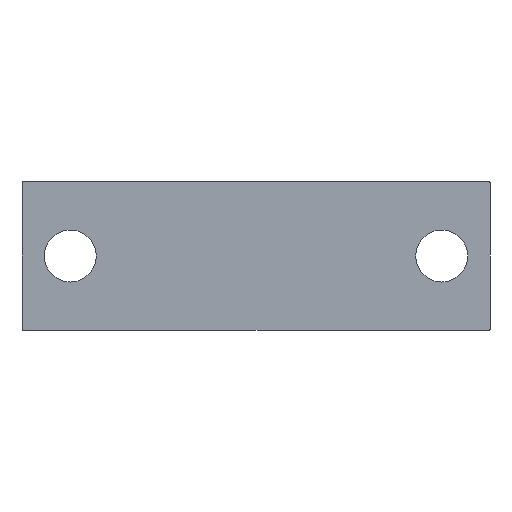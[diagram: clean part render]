
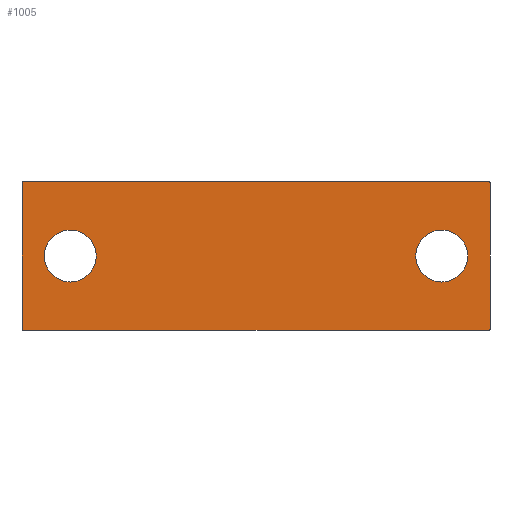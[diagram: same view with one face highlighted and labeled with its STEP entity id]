
A CAD part, front view. The second image highlights one B-rep face of the part: STEP entity #1005.
In plain terms, the highlighted planar face has unit normal (0, -1, 0).
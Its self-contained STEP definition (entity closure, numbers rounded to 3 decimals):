
#105 = EDGE_CURVE ( 'NONE', #632, #642, #1069, .T. ) ;
#297 = EDGE_LOOP ( 'NONE', ( #480, #481, #482, #483, #484, #485, #486, #487 ) ) ;
#299 = EDGE_LOOP ( 'NONE', ( #489 ) ) ;
#310 = EDGE_LOOP ( 'NONE', ( #488 ) ) ;
#480 = ORIENTED_EDGE ( 'NONE', *, *, #821, .T. ) ;
#481 = ORIENTED_EDGE ( 'NONE', *, *, #849, .T. ) ;
#482 = ORIENTED_EDGE ( 'NONE', *, *, #852, .T. ) ;
#483 = ORIENTED_EDGE ( 'NONE', *, *, #848, .F. ) ;
#484 = ORIENTED_EDGE ( 'NONE', *, *, #816, .T. ) ;
#485 = ORIENTED_EDGE ( 'NONE', *, *, #105, .F. ) ;
#486 = ORIENTED_EDGE ( 'NONE', *, *, #818, .T. ) ;
#487 = ORIENTED_EDGE ( 'NONE', *, *, #756, .F. ) ;
#488 = ORIENTED_EDGE ( 'NONE', *, *, #817, .T. ) ;
#489 = ORIENTED_EDGE ( 'NONE', *, *, #815, .T. ) ;
#621 = VERTEX_POINT ( 'NONE', #1462 ) ;
#623 = VERTEX_POINT ( 'NONE', #1464 ) ;
#632 = VERTEX_POINT ( 'NONE', #1473 ) ;
#642 = VERTEX_POINT ( 'NONE', #1483 ) ;
#689 = VERTEX_POINT ( 'NONE', #1530 ) ;
#690 = VERTEX_POINT ( 'NONE', #1531 ) ;
#691 = VERTEX_POINT ( 'NONE', #1532 ) ;
#692 = VERTEX_POINT ( 'NONE', #1533 ) ;
#756 = EDGE_CURVE ( 'NONE', #621, #623, #1149, .T. ) ;
#815 = EDGE_CURVE ( 'NONE', #2589, #2589, #1223, .T. ) ;
#816 = EDGE_CURVE ( 'NONE', #690, #642, #1220, .T. ) ;
#817 = EDGE_CURVE ( 'NONE', #2591, #2591, #1226, .T. ) ;
#818 = EDGE_CURVE ( 'NONE', #632, #623, #1219, .T. ) ;
#821 = EDGE_CURVE ( 'NONE', #621, #689, #1230, .T. ) ;
#848 = EDGE_CURVE ( 'NONE', #690, #692, #1263, .T. ) ;
#849 = EDGE_CURVE ( 'NONE', #689, #691, #1265, .T. ) ;
#852 = EDGE_CURVE ( 'NONE', #691, #692, #1261, .T. ) ;
#891 = AXIS2_PLACEMENT_3D ( 'NONE', #1414, #1434, #1435 ) ;
#915 = AXIS2_PLACEMENT_3D ( 'NONE', #1826, #1830, #1831 ) ;
#934 = AXIS2_PLACEMENT_3D ( 'NONE', #2071, #2080, #2081 ) ;
#935 = AXIS2_PLACEMENT_3D ( 'NONE', #2068, #2076, #2077 ) ;
#944 = AXIS2_PLACEMENT_3D ( 'NONE', #2184, #2193, #2194 ) ;
#945 = AXIS2_PLACEMENT_3D ( 'NONE', #2170, #2190, #2191 ) ;
#970 = AXIS2_PLACEMENT_3D ( 'NONE', #2480, #2481, #2482 ) ;
#1005 = ADVANCED_FACE ( 'NONE', ( #1325, #1330, #1332 ), #2472, .T. ) ;
#1069 = CIRCLE ( 'NONE', #891, 0.25 ) ;
#1149 = CIRCLE ( 'NONE', #915, 0.25 ) ;
#1219 = LINE ( 'NONE', #2082, #1225 ) ;
#1220 = LINE ( 'NONE', #2078, #1222 ) ;
#1222 = VECTOR ( 'NONE', #2079, 1000. ) ;
#1223 = CIRCLE ( 'NONE', #935, 7. ) ;
#1225 = VECTOR ( 'NONE', #2083, 1000. ) ;
#1226 = CIRCLE ( 'NONE', #934, 7. ) ;
#1228 = VECTOR ( 'NONE', #2091, 1000. ) ;
#1230 = LINE ( 'NONE', #2085, #1228 ) ;
#1261 = LINE ( 'NONE', #2199, #1264 ) ;
#1263 = CIRCLE ( 'NONE', #945, 0.25 ) ;
#1264 = VECTOR ( 'NONE', #2200, 1000. ) ;
#1265 = CIRCLE ( 'NONE', #944, 0.25 ) ;
#1325 = FACE_OUTER_BOUND ( 'NONE', #297, .T. ) ;
#1330 = FACE_BOUND ( 'NONE', #310, .T. ) ;
#1332 = FACE_BOUND ( 'NONE', #299, .T. ) ;
#1414 = CARTESIAN_POINT ( 'NONE',  ( 62.75, 0., 19.75 ) ) ;
#1434 = DIRECTION ( 'NONE',  ( 0., 1., 0. ) ) ;
#1435 = DIRECTION ( 'NONE',  ( 0., 0., 1. ) ) ;
#1462 = CARTESIAN_POINT ( 'NONE',  ( -63., 0., 19.75 ) ) ;
#1464 = CARTESIAN_POINT ( 'NONE',  ( -62.75, 0., 20. ) ) ;
#1473 = CARTESIAN_POINT ( 'NONE',  ( 62.75, 0., 20. ) ) ;
#1483 = CARTESIAN_POINT ( 'NONE',  ( 63., 0., 19.75 ) ) ;
#1530 = CARTESIAN_POINT ( 'NONE',  ( -63., 0., -19.75 ) ) ;
#1531 = CARTESIAN_POINT ( 'NONE',  ( 63., 0., -19.75 ) ) ;
#1532 = CARTESIAN_POINT ( 'NONE',  ( -62.75, 0., -20. ) ) ;
#1533 = CARTESIAN_POINT ( 'NONE',  ( 62.75, 0., -20. ) ) ;
#1826 = CARTESIAN_POINT ( 'NONE',  ( -62.75, 0., 19.75 ) ) ;
#1830 = DIRECTION ( 'NONE',  ( 0., 1., 0. ) ) ;
#1831 = DIRECTION ( 'NONE',  ( 0., 0., -1. ) ) ;
#2068 = CARTESIAN_POINT ( 'NONE',  ( 50., 0., 0. ) ) ;
#2071 = CARTESIAN_POINT ( 'NONE',  ( -50., 0., 0. ) ) ;
#2076 = DIRECTION ( 'NONE',  ( 0., 1., 0. ) ) ;
#2077 = DIRECTION ( 'NONE',  ( 0., 0., 1. ) ) ;
#2078 = CARTESIAN_POINT ( 'NONE',  ( 63., 0., -20. ) ) ;
#2079 = DIRECTION ( 'NONE',  ( 0., 0., 1. ) ) ;
#2080 = DIRECTION ( 'NONE',  ( 0., 1., 0. ) ) ;
#2081 = DIRECTION ( 'NONE',  ( 0., 0., 1. ) ) ;
#2082 = CARTESIAN_POINT ( 'NONE',  ( -63., 0., 20. ) ) ;
#2083 = DIRECTION ( 'NONE',  ( -1., 0., 0. ) ) ;
#2085 = CARTESIAN_POINT ( 'NONE',  ( -63., 0., -20. ) ) ;
#2091 = DIRECTION ( 'NONE',  ( 0., 0., -1. ) ) ;
#2170 = CARTESIAN_POINT ( 'NONE',  ( 62.75, 0., -19.75 ) ) ;
#2184 = CARTESIAN_POINT ( 'NONE',  ( -62.75, 0., -19.75 ) ) ;
#2190 = DIRECTION ( 'NONE',  ( 0., 1., 0. ) ) ;
#2191 = DIRECTION ( 'NONE',  ( 0., 0., -1. ) ) ;
#2193 = DIRECTION ( 'NONE',  ( 0., -1., 0. ) ) ;
#2194 = DIRECTION ( 'NONE',  ( 0., 0., 1. ) ) ;
#2199 = CARTESIAN_POINT ( 'NONE',  ( 0., 0., -20. ) ) ;
#2200 = DIRECTION ( 'NONE',  ( 1., 0., 0. ) ) ;
#2472 = PLANE ( 'NONE',  #970 ) ;
#2480 = CARTESIAN_POINT ( 'NONE',  ( -63., 0., -20. ) ) ;
#2481 = DIRECTION ( 'NONE',  ( 0., -1., 0. ) ) ;
#2482 = DIRECTION ( 'NONE',  ( 0., 0., -1. ) ) ;
#2589 = VERTEX_POINT ( 'NONE', #2590 ) ;
#2590 = CARTESIAN_POINT ( 'NONE',  ( 50., 0., 7. ) ) ;
#2591 = VERTEX_POINT ( 'NONE', #2592 ) ;
#2592 = CARTESIAN_POINT ( 'NONE',  ( -50., 0., 7. ) ) ;
